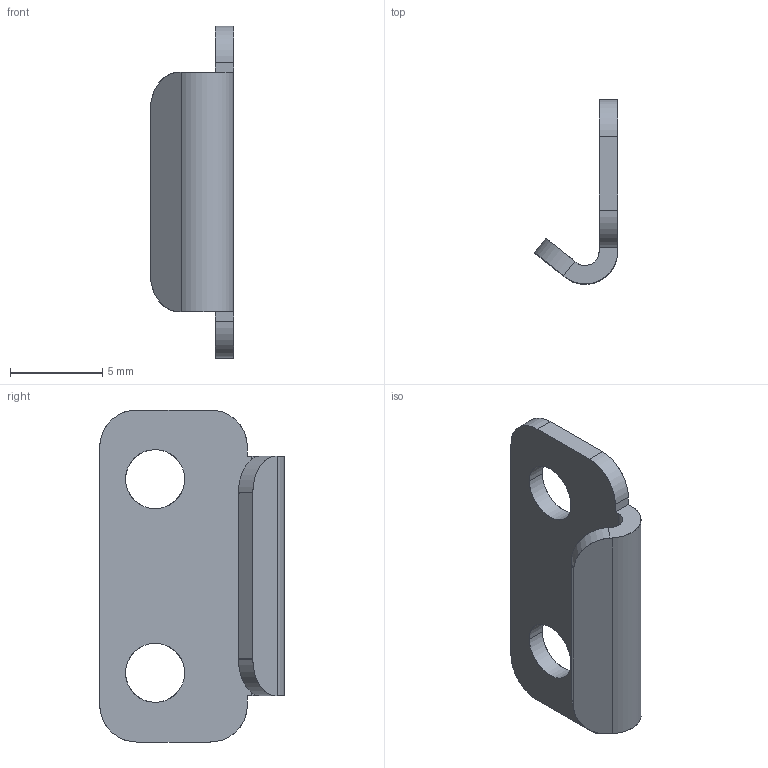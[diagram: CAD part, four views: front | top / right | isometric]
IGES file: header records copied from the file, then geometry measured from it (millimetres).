
Start section: SolidWorks IGES file using analytic representation for surfaces
Global section: file name: AC 118.IGS; native system: SolidWorks 2008; preprocessor: SolidWorks 2008; author: cbrechard; date: 100928.160347; units: millimetre
Bounding box: 4.5 x 10 x 18 mm (x, y, z)
Surface area: 457.4 mm2 (no closed solid volume)
Topology: 0 solids, 0 shells, 24 faces, 364 edges, 364 vertices
Faces by surface type: revolution 12, bspline 12
